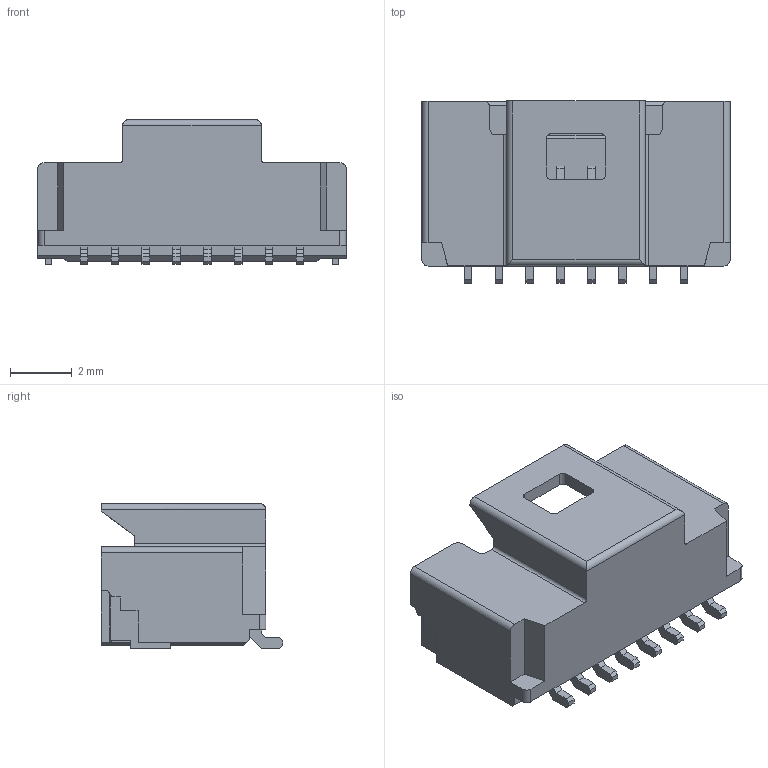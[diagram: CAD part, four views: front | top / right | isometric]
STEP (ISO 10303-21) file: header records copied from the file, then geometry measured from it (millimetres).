
FILE_DESCRIPTION((''),'2;1');
FILE_NAME('5015680807','2020-06-23T',('gga'),(''),'PRO/ENGINEER BY PARAMETRIC TECHNOLOGY CORPORATION, 2016010','PRO/ENGINEER BY PARAMETRIC TECHNOLOGY CORPORATION, 2016010','');
FILE_SCHEMA(('CONFIG_CONTROL_DESIGN'));
Length unit declared in the file: millimetre
Products named in the file (1): 5015680807
Bounding box: 10 x 5.9 x 4.7 mm (x, y, z)
Volume: 97.8 mm3; surface area: 361.6 mm2
Topology: 1 solids, 1 shells, 313 faces, 966 edges, 663 vertices
Faces by surface type: plane 259, cylinder 49, cone 4, bspline 1
Entity records: 10720 total; most frequent: CARTESIAN_POINT 1966, ORIENTED_EDGE 1838, DIRECTION 1715, EDGE_CURVE 919, VECTOR 829, LINE 829, VERTEX_POINT 616, AXIS2_PLACEMENT_3D 443
